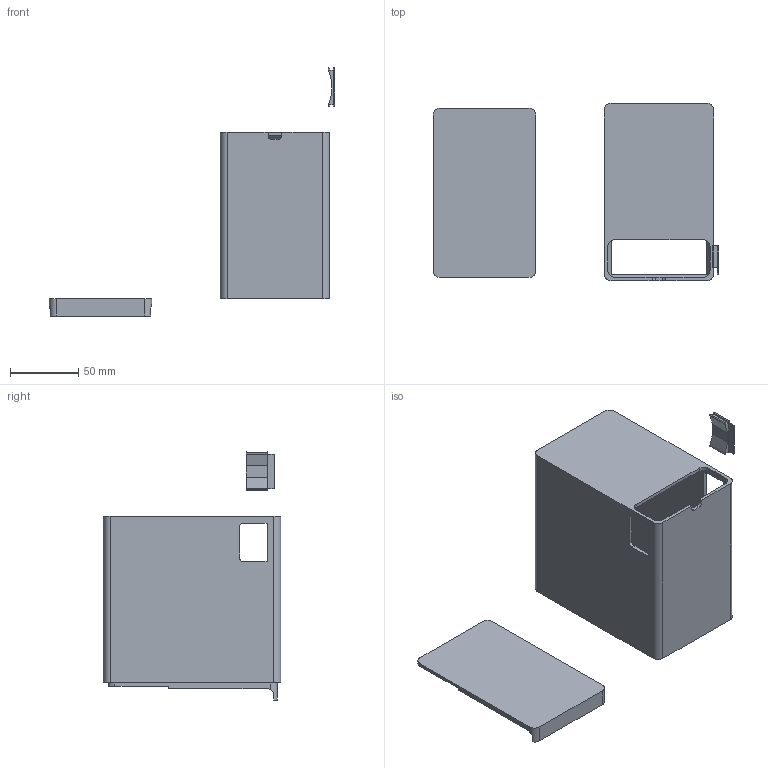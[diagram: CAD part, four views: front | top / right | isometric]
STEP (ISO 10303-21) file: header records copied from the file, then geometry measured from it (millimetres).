
FILE_DESCRIPTION(/* description */ ('STEP AP242','CAx-IF Rec.Pracs.---Representation and Presentation of Product Manufacturing Information (PMI)---4.0---2014-10-13','CAx-IF Rec.Pracs.---3D Tessellated Geometry---0.4---2014-09-14','2;1'),/* implementation_level */ '2;1');
FILE_NAME(/* name */ '6755fe9277c130454e903a0a',/* time_stamp */ '2024-12-08T20:16:19Z',/* author */ (''),/* organization */ (''),/* preprocessor_version */ 'ST-DEVELOPER v20',/* originating_system */ 'ONSHAPE BY PTC INC, 1.190',/* authorisation */ ' ');
FILE_SCHEMA (('AP242_MANAGED_MODEL_BASED_3D_ENGINEERING_MIM_LF { 1 0 10303 442 1 1 4 }'));
Length unit declared in the file: metre
Products named in the file (3): Box; Lid; Cover
Bounding box: 209.01 x 130 x 181.71 mm (x, y, z)
Volume: 177938 mm3; surface area: 134155.2 mm2
Topology: 3 solids, 3 shells, 199 faces, 560 edges, 367 vertices
Faces by surface type: plane 166, cylinder 33
Entity records: 6514 total; most frequent: CARTESIAN_POINT 1137, ORIENTED_EDGE 1120, DIRECTION 1028, EDGE_CURVE 560, LINE 492, VECTOR 492, VERTEX_POINT 367, AXIS2_PLACEMENT_3D 268
